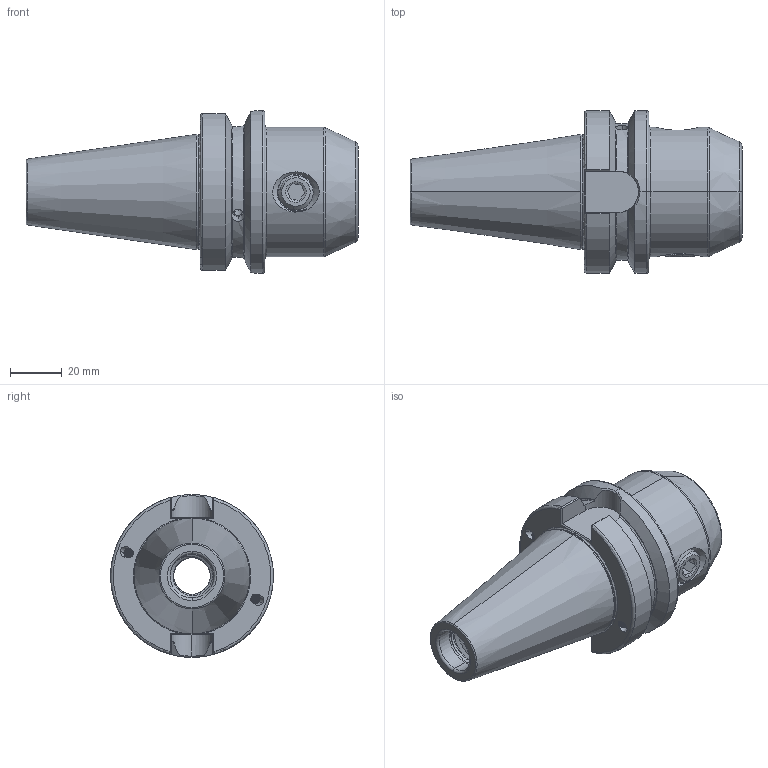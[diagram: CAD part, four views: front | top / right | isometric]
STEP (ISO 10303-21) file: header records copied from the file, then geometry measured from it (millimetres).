
FILE_DESCRIPTION (( 'STEP AP203' ), '1' );
FILE_NAME ('406.04.18.K.STEP', '2016-08-08T05:29:16', ( '' ), ( '' ), 'SwSTEP 2.0', 'SolidWorks 2012', '' );
FILE_SCHEMA (( 'CONFIG_CONTROL_DESIGN' ));
Length unit declared in the file: millimetre
Products named in the file (3): 側固14_M14x2_16L; 406.04.18.K
Assembly tree (2 placements, depth 2):
  406.04.18.K
    406.04.18.K
    側固14_M14x2_16L
Bounding box: 128.4 x 63 x 63 mm (x, y, z)
Volume: 168648 mm3; surface area: 34095.8 mm2
Topology: 2 solids, 2 shells, 284 faces, 756 edges, 479 vertices
Faces by surface type: cylinder 132, plane 50, torus 42, cone 33, bspline 25, sphere 2
Entity records: 21584 total; most frequent: CARTESIAN_POINT 15029, ORIENTED_EDGE 1500, DIRECTION 1126, EDGE_CURVE 750, VERTEX_POINT 479, AXIS2_PLACEMENT_3D 457, EDGE_LOOP 305, FACE_OUTER_BOUND 284
